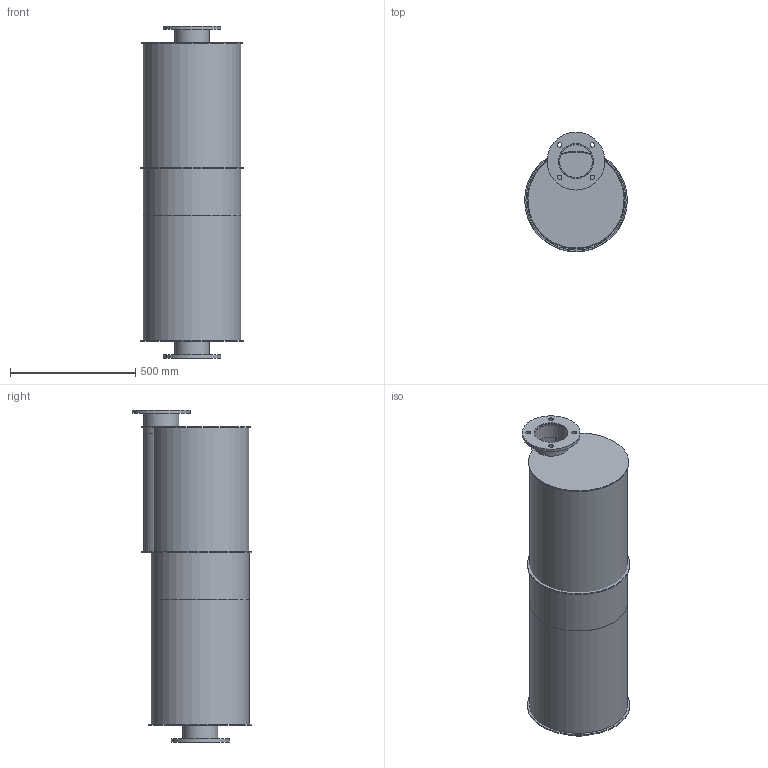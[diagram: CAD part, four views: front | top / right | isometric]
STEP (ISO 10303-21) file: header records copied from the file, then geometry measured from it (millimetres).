
FILE_DESCRIPTION(/* description */ (''),/* implementation_level */ '2;1');
FILE_NAME(/* name */ 'Sdad 05.stp',/* time_stamp */ '2015-02-17T10:45:44+01:00',/* author */ ('Tekenkamer'),/* organization */ (''),/* preprocessor_version */ 'ST-DEVELOPER v15.6',/* originating_system */ 'Autodesk Inventor 2015',/* authorisation */ '');
FILE_SCHEMA (('AUTOMOTIVE_DESIGN { 1 0 10303 214 3 1 1 }'));
Length unit declared in the file: millimetre
Products named in the file (1): Sdad 05
Bounding box: 410 x 475.5 x 1325 mm (x, y, z)
Volume: 9809255.7 mm3; surface area: 5878288.3 mm2
Topology: 12 solids, 12 shells, 60 faces, 108 edges, 72 vertices
Faces by surface type: cylinder 36, plane 24
Full cylindrical faces by diameter (mm): 18 x8, 131.8 x4, 135 x2, 139 x4, 141 x3, 231 x2, 384 x2, 390 x2, 410 x1
Entity records: 1460 total; most frequent: DIRECTION 274, CARTESIAN_POINT 213, ORIENTED_EDGE 160, AXIS2_PLACEMENT_3D 133, EDGE_LOOP 126, EDGE_CURVE 80, CIRCLE 72, VERTEX_POINT 72
